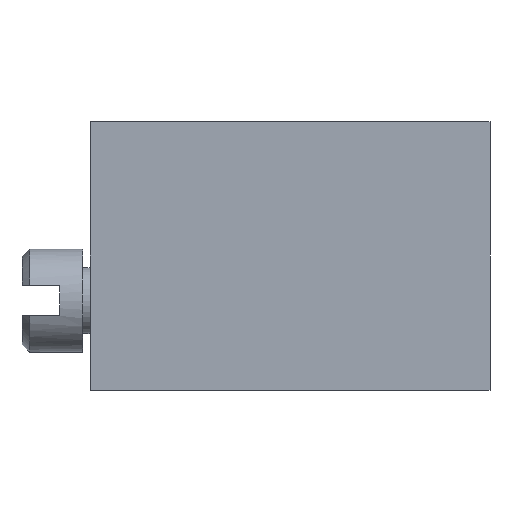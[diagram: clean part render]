
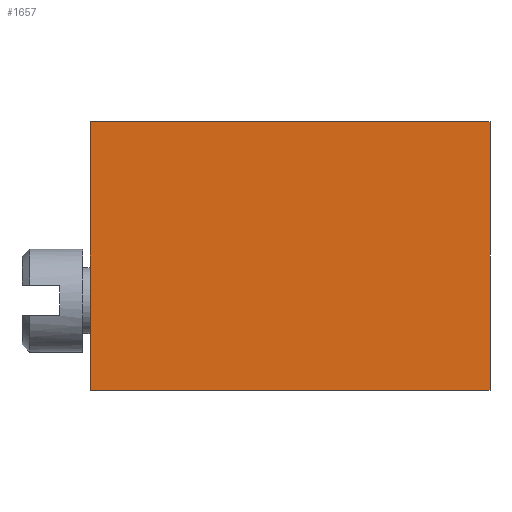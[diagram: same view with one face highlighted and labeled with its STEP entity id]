
A CAD part, left-side view. The second image highlights one B-rep face of the part: STEP entity #1657.
In plain terms, the highlighted planar face has unit normal (-1, 0, 0).
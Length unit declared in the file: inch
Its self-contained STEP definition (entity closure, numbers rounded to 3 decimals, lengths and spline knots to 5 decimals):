
#365=DIRECTION('',(0.,0.,-1.));
#366=VECTOR('',#365,0.177);
#367=CARTESIAN_POINT('',(0.,0.264,0.177));
#368=LINE('',#367,#366);
#385=DIRECTION('',(0.,1.,0.));
#386=VECTOR('',#385,0.264);
#387=CARTESIAN_POINT('',(0.,0.,0.));
#388=LINE('',#387,#386);
#389=DIRECTION('',(0.,-1.,0.));
#390=VECTOR('',#389,0.264);
#391=CARTESIAN_POINT('',(0.,0.264,0.177));
#392=LINE('',#391,#390);
#393=DIRECTION('',(0.,0.,-1.));
#394=VECTOR('',#393,0.177);
#395=CARTESIAN_POINT('',(0.,0.,0.177));
#396=LINE('',#395,#394);
#826=CARTESIAN_POINT('',(0.,0.,0.));
#827=CARTESIAN_POINT('',(0.,0.264,0.));
#828=VERTEX_POINT('',#826);
#829=VERTEX_POINT('',#827);
#880=CARTESIAN_POINT('',(0.,0.264,0.177));
#881=CARTESIAN_POINT('',(0.,0.,0.177));
#882=VERTEX_POINT('',#880);
#883=VERTEX_POINT('',#881);
#1645=CARTESIAN_POINT('',(0.,0.132,0.0885));
#1646=DIRECTION('',(1.,0.,0.));
#1647=DIRECTION('',(0.,-1.,0.));
#1648=AXIS2_PLACEMENT_3D('',#1645,#1646,#1647);
#1649=PLANE('',#1648);
#1650=ORIENTED_EDGE('',*,*,#1624,.T.);
#1651=ORIENTED_EDGE('',*,*,#1602,.F.);
#1652=ORIENTED_EDGE('',*,*,#1587,.T.);
#1654=ORIENTED_EDGE('',*,*,#1653,.T.);
#1655=EDGE_LOOP('',(#1650,#1651,#1652,#1654));
#1656=FACE_OUTER_BOUND('',#1655,.F.);
#1657=ADVANCED_FACE('',(#1656),#1649,.F.);
#1587=EDGE_CURVE('',#882,#883,#392,.T.);
#1602=EDGE_CURVE('',#882,#829,#368,.T.);
#1624=EDGE_CURVE('',#828,#829,#388,.T.);
#1653=EDGE_CURVE('',#883,#828,#396,.T.);
